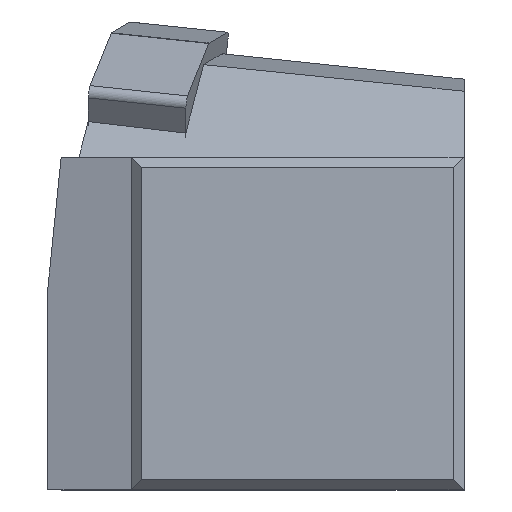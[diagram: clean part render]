
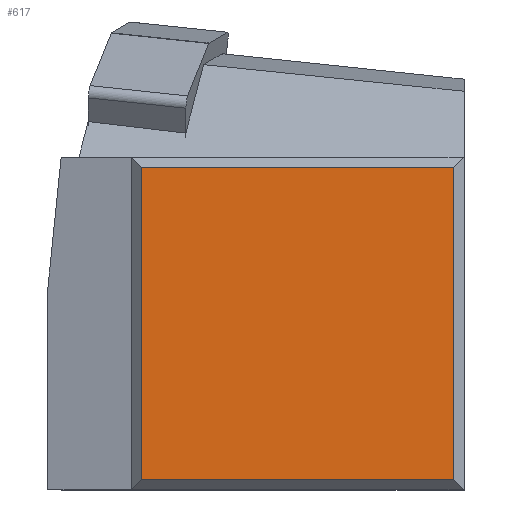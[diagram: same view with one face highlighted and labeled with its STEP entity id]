
A CAD part, left-side view. The second image highlights one B-rep face of the part: STEP entity #617.
In plain terms, the highlighted face is planar.
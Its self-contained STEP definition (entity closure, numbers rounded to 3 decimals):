
#113=DIRECTION('',(-1.,0.,0.));
#114=VECTOR('',#113,15.);
#115=CARTESIAN_POINT('',(15.5,15.5,0.));
#116=LINE('',#115,#114);
#120=DIRECTION('',(0.,1.,0.));
#121=VECTOR('',#120,15.);
#122=CARTESIAN_POINT('',(15.5,0.5,0.));
#123=LINE('',#122,#121);
#127=DIRECTION('',(1.,0.,0.));
#128=VECTOR('',#127,15.);
#129=CARTESIAN_POINT('',(0.5,0.5,0.));
#130=LINE('',#129,#128);
#134=DIRECTION('',(0.,-1.,0.));
#135=VECTOR('',#134,15.);
#136=CARTESIAN_POINT('',(0.5,15.5,0.));
#137=LINE('',#136,#135);
#540=CARTESIAN_POINT('',(15.5,15.5,0.));
#541=CARTESIAN_POINT('',(0.5,15.5,0.));
#542=VERTEX_POINT('',#540);
#543=VERTEX_POINT('',#541);
#550=CARTESIAN_POINT('',(0.5,0.5,0.));
#551=VERTEX_POINT('',#550);
#554=CARTESIAN_POINT('',(15.5,0.5,0.));
#555=VERTEX_POINT('',#554);
#602=CARTESIAN_POINT('',(0.,0.,0.));
#603=DIRECTION('',(0.,0.,-1.));
#604=DIRECTION('',(0.,1.,0.));
#605=AXIS2_PLACEMENT_3D('',#602,#603,#604);
#606=PLANE('',#605);
#608=ORIENTED_EDGE('',*,*,#607,.F.);
#610=ORIENTED_EDGE('',*,*,#609,.F.);
#612=ORIENTED_EDGE('',*,*,#611,.F.);
#614=ORIENTED_EDGE('',*,*,#613,.F.);
#615=EDGE_LOOP('',(#608,#610,#612,#614));
#616=FACE_OUTER_BOUND('',#615,.F.);
#607=EDGE_CURVE('',#542,#543,#116,.T.);
#609=EDGE_CURVE('',#555,#542,#123,.T.);
#611=EDGE_CURVE('',#551,#555,#130,.T.);
#613=EDGE_CURVE('',#543,#551,#137,.T.);
#617=ADVANCED_FACE('',(#616),#606,.F.);
